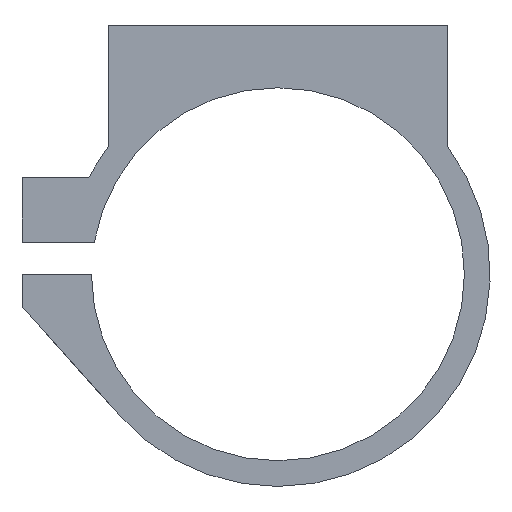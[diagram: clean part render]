
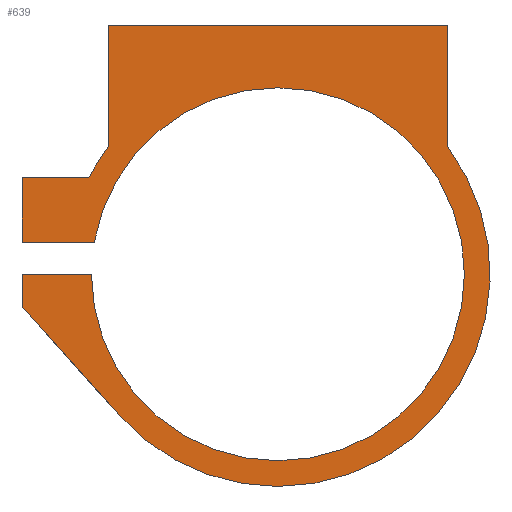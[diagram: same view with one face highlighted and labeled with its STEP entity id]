
A CAD part, front view. The second image highlights one B-rep face of the part: STEP entity #639.
In plain terms, the highlighted planar face has unit normal (0, -1, 0).
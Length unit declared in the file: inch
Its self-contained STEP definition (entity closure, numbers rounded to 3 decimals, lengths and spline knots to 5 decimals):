
#9 = ORIENTED_EDGE ( 'NONE', *, *, #999, .F. ) ;
#16 = VERTEX_POINT ( 'NONE', #670 ) ;
#18 = VECTOR ( 'NONE', #256, 39.37008 ) ;
#26 = ORIENTED_EDGE ( 'NONE', *, *, #1045, .F. ) ;
#43 = CARTESIAN_POINT ( 'NONE',  ( -0.725, 0., 0. ) ) ;
#61 = ORIENTED_EDGE ( 'NONE', *, *, #762, .F. ) ;
#63 = VECTOR ( 'NONE', #500, 39.37008 ) ;
#75 = VERTEX_POINT ( 'NONE', #295 ) ;
#103 = ORIENTED_EDGE ( 'NONE', *, *, #1121, .F. ) ;
#110 = CARTESIAN_POINT ( 'NONE',  ( -0.725, 0., 0. ) ) ;
#134 = EDGE_CURVE ( 'NONE', #223, #289, #924, .T. ) ;
#162 = ORIENTED_EDGE ( 'NONE', *, *, #821, .F. ) ;
#173 = DIRECTION ( 'NONE',  ( 0., 0., 1. ) ) ;
#177 = DIRECTION ( 'NONE',  ( 0., -1., 0. ) ) ;
#179 = CARTESIAN_POINT ( 'NONE',  ( 0., 0., 0. ) ) ;
#191 = CARTESIAN_POINT ( 'NONE',  ( -0.73485, 0., 0.375 ) ) ;
#198 = DIRECTION ( 'NONE',  ( 0., 0., 1. ) ) ;
#204 = CARTESIAN_POINT ( 'NONE',  ( -0.995, 0., 0. ) ) ;
#211 = CARTESIAN_POINT ( 'NONE',  ( -0.995, 0., 0. ) ) ;
#219 = FACE_OUTER_BOUND ( 'NONE', #1018, .T. ) ;
#223 = VERTEX_POINT ( 'NONE', #531 ) ;
#230 = CARTESIAN_POINT ( 'NONE',  ( 0., 0., -0.725 ) ) ;
#242 = AXIS2_PLACEMENT_3D ( 'NONE', #523, #320, #730 ) ;
#243 = CARTESIAN_POINT ( 'NONE',  ( -0.995, 0., 0.375 ) ) ;
#252 = DIRECTION ( 'NONE',  ( 1., 0., 0. ) ) ;
#253 = EDGE_CURVE ( 'NONE', #841, #884, #407, .T. ) ;
#256 = DIRECTION ( 'NONE',  ( 1., 0., 0. ) ) ;
#271 = CARTESIAN_POINT ( 'NONE',  ( -0.71414, 0., 0.125 ) ) ;
#278 = VECTOR ( 'NONE', #740, 39.37008 ) ;
#286 = AXIS2_PLACEMENT_3D ( 'NONE', #486, #485, #548 ) ;
#289 = VERTEX_POINT ( 'NONE', #271 ) ;
#295 = CARTESIAN_POINT ( 'NONE',  ( -0.995, 0., 0.125 ) ) ;
#314 = CARTESIAN_POINT ( 'NONE',  ( -0.995, 0., -0.125 ) ) ;
#320 = DIRECTION ( 'NONE',  ( 0., 1., 0. ) ) ;
#328 = ORIENTED_EDGE ( 'NONE', *, *, #1071, .F. ) ;
#334 = ORIENTED_EDGE ( 'NONE', *, *, #758, .F. ) ;
#358 = LINE ( 'NONE', #488, #995 ) ;
#364 = EDGE_CURVE ( 'NONE', #289, #75, #960, .T. ) ;
#381 = VERTEX_POINT ( 'NONE', #414 ) ;
#407 = LINE ( 'NONE', #110, #620 ) ;
#414 = CARTESIAN_POINT ( 'NONE',  ( 0.659, 0., 0.967 ) ) ;
#416 = VERTEX_POINT ( 'NONE', #980 ) ;
#464 = VECTOR ( 'NONE', #198, 39.37008 ) ;
#467 = CARTESIAN_POINT ( 'NONE',  ( -0.659, 0., 0.49633 ) ) ;
#474 = LINE ( 'NONE', #1110, #878 ) ;
#483 = DIRECTION ( 'NONE',  ( -0.667, 0., 0.745 ) ) ;
#485 = DIRECTION ( 'NONE',  ( 0., 1., 0. ) ) ;
#486 = CARTESIAN_POINT ( 'NONE',  ( 0., 0., 0. ) ) ;
#488 = CARTESIAN_POINT ( 'NONE',  ( -0.659, 0., 0.49633 ) ) ;
#500 = DIRECTION ( 'NONE',  ( -1., 0., 0. ) ) ;
#510 = PLANE ( 'NONE',  #242 ) ;
#517 = ORIENTED_EDGE ( 'NONE', *, *, #134, .F. ) ;
#523 = CARTESIAN_POINT ( 'NONE',  ( 0., 0., 0. ) ) ;
#531 = CARTESIAN_POINT ( 'NONE',  ( 0., 0., 0.725 ) ) ;
#545 = DIRECTION ( 'NONE',  ( 0., -1., 0. ) ) ;
#548 = DIRECTION ( 'NONE',  ( 0., 0., 1. ) ) ;
#550 = DIRECTION ( 'NONE',  ( 0., 0., 1. ) ) ;
#556 = VERTEX_POINT ( 'NONE', #467 ) ;
#557 = VECTOR ( 'NONE', #483, 39.37008 ) ;
#584 = CARTESIAN_POINT ( 'NONE',  ( 0.659, 0., 0.49633 ) ) ;
#588 = CIRCLE ( 'NONE', #853, 0.825 ) ;
#604 = CIRCLE ( 'NONE', #704, 0.725 ) ;
#614 = VERTEX_POINT ( 'NONE', #314 ) ;
#620 = VECTOR ( 'NONE', #252, 39.37008 ) ;
#625 = ORIENTED_EDGE ( 'NONE', *, *, #364, .F. ) ;
#627 = AXIS2_PLACEMENT_3D ( 'NONE', #179, #177, #173 ) ;
#639 = ADVANCED_FACE ( 'NONE', ( #219 ), #510, .F. ) ;
#644 = AXIS2_PLACEMENT_3D ( 'NONE', #955, #545, #550 ) ;
#651 = VECTOR ( 'NONE', #782, 39.37008 ) ;
#657 = DIRECTION ( 'NONE',  ( 0., 0., 1. ) ) ;
#658 = DIRECTION ( 'NONE',  ( 0., -1., 0. ) ) ;
#662 = CARTESIAN_POINT ( 'NONE',  ( 0., 0., 0. ) ) ;
#665 = CARTESIAN_POINT ( 'NONE',  ( -0.995, 0., -0.125 ) ) ;
#669 = DIRECTION ( 'NONE',  ( 0., 0., 1. ) ) ;
#670 = CARTESIAN_POINT ( 'NONE',  ( -0.61495, 0., -0.54996 ) ) ;
#678 = DIRECTION ( 'NONE',  ( 0., 1., 0. ) ) ;
#679 = CARTESIAN_POINT ( 'NONE',  ( 0., 0., 0. ) ) ;
#683 = VERTEX_POINT ( 'NONE', #839 ) ;
#687 = LINE ( 'NONE', #204, #464 ) ;
#704 = AXIS2_PLACEMENT_3D ( 'NONE', #662, #658, #657 ) ;
#706 = DIRECTION ( 'NONE',  ( 0., 0., 1. ) ) ;
#730 = DIRECTION ( 'NONE',  ( 0., 0., 1. ) ) ;
#733 = VERTEX_POINT ( 'NONE', #191 ) ;
#740 = DIRECTION ( 'NONE',  ( 0., 0., 1. ) ) ;
#743 = LINE ( 'NONE', #877, #278 ) ;
#755 = VERTEX_POINT ( 'NONE', #1057 ) ;
#758 = EDGE_CURVE ( 'NONE', #733, #556, #806, .T. ) ;
#759 = LINE ( 'NONE', #665, #557 ) ;
#762 = EDGE_CURVE ( 'NONE', #556, #416, #358, .T. ) ;
#764 = DIRECTION ( 'NONE',  ( 0., 0., 1. ) ) ;
#765 = ORIENTED_EDGE ( 'NONE', *, *, #253, .F. ) ;
#773 = CARTESIAN_POINT ( 'NONE',  ( 0., 0., 0. ) ) ;
#774 = ORIENTED_EDGE ( 'NONE', *, *, #1040, .F. ) ;
#778 = AXIS2_PLACEMENT_3D ( 'NONE', #679, #678, #669 ) ;
#782 = DIRECTION ( 'NONE',  ( 1., 0., 0. ) ) ;
#798 = CARTESIAN_POINT ( 'NONE',  ( -0.659, 0., 0.967 ) ) ;
#804 = CIRCLE ( 'NONE', #778, 0.825 ) ;
#806 = CIRCLE ( 'NONE', #286, 0.825 ) ;
#821 = EDGE_CURVE ( 'NONE', #755, #733, #966, .T. ) ;
#827 = LINE ( 'NONE', #798, #651 ) ;
#839 = CARTESIAN_POINT ( 'NONE',  ( 0., 0., -0.825 ) ) ;
#841 = VERTEX_POINT ( 'NONE', #211 ) ;
#845 = VERTEX_POINT ( 'NONE', #230 ) ;
#846 = EDGE_CURVE ( 'NONE', #614, #841, #687, .T. ) ;
#853 = AXIS2_PLACEMENT_3D ( 'NONE', #773, #984, #764 ) ;
#877 = CARTESIAN_POINT ( 'NONE',  ( -0.995, 0., 0.125 ) ) ;
#878 = VECTOR ( 'NONE', #1101, 39.37008 ) ;
#884 = VERTEX_POINT ( 'NONE', #43 ) ;
#918 = EDGE_CURVE ( 'NONE', #683, #16, #588, .T. ) ;
#923 = ORIENTED_EDGE ( 'NONE', *, *, #846, .F. ) ;
#924 = CIRCLE ( 'NONE', #644, 0.725 ) ;
#927 = ORIENTED_EDGE ( 'NONE', *, *, #937, .F. ) ;
#937 = EDGE_CURVE ( 'NONE', #75, #755, #743, .T. ) ;
#955 = CARTESIAN_POINT ( 'NONE',  ( 0., 0., 0. ) ) ;
#960 = LINE ( 'NONE', #974, #63 ) ;
#966 = LINE ( 'NONE', #243, #18 ) ;
#967 = ORIENTED_EDGE ( 'NONE', *, *, #1036, .F. ) ;
#974 = CARTESIAN_POINT ( 'NONE',  ( -0.71414, 0., 0.125 ) ) ;
#980 = CARTESIAN_POINT ( 'NONE',  ( -0.659, 0., 0.967 ) ) ;
#984 = DIRECTION ( 'NONE',  ( 0., 1., 0. ) ) ;
#995 = VECTOR ( 'NONE', #706, 39.37008 ) ;
#996 = ORIENTED_EDGE ( 'NONE', *, *, #918, .F. ) ;
#999 = EDGE_CURVE ( 'NONE', #381, #1068, #474, .T. ) ;
#1018 = EDGE_LOOP ( 'NONE', ( #334, #162, #927, #625, #517, #103, #26, #765, #923, #328, #996, #774, #9, #967, #61 ) ) ;
#1036 = EDGE_CURVE ( 'NONE', #416, #381, #827, .T. ) ;
#1040 = EDGE_CURVE ( 'NONE', #1068, #683, #804, .T. ) ;
#1045 = EDGE_CURVE ( 'NONE', #884, #845, #604, .T. ) ;
#1057 = CARTESIAN_POINT ( 'NONE',  ( -0.995, 0., 0.375 ) ) ;
#1068 = VERTEX_POINT ( 'NONE', #584 ) ;
#1071 = EDGE_CURVE ( 'NONE', #16, #614, #759, .T. ) ;
#1101 = DIRECTION ( 'NONE',  ( 0., 0., -1. ) ) ;
#1110 = CARTESIAN_POINT ( 'NONE',  ( 0.659, 0., 0.967 ) ) ;
#1117 = CIRCLE ( 'NONE', #627, 0.725 ) ;
#1121 = EDGE_CURVE ( 'NONE', #845, #223, #1117, .T. ) ;
